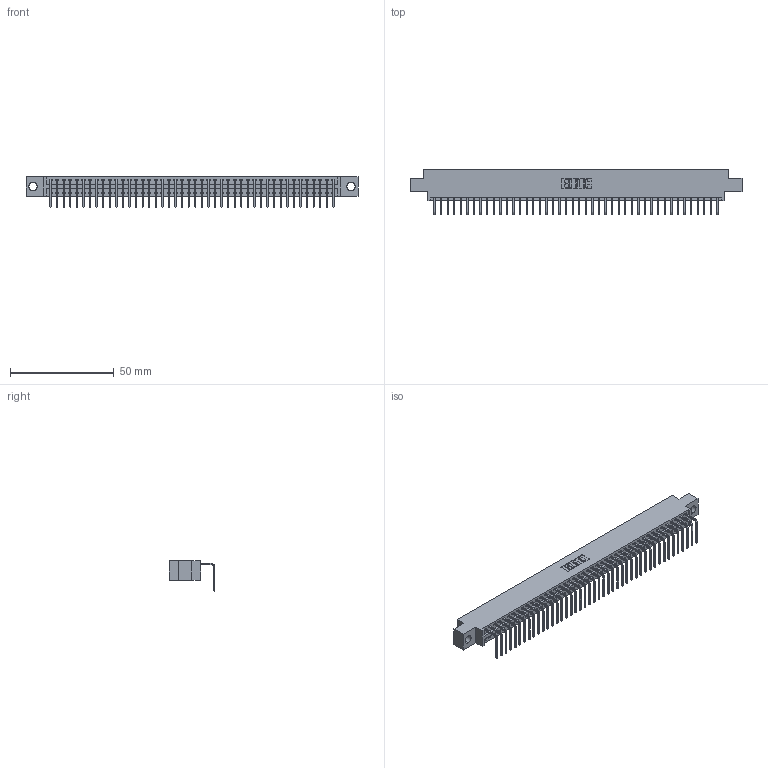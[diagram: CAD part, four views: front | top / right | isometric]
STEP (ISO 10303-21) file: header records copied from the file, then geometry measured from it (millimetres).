
FILE_DESCRIPTION (( 'STEP AP203' ), '1' );
FILE_NAME ('396-044-558-604.STEP', '2019-11-01T08:08:18', ( '' ), ( '' ), 'SwSTEP 2.0', 'SolidWorks 2016', '' );
FILE_SCHEMA (( 'CONFIG_CONTROL_DESIGN' ));
Length unit declared in the file: inch
Products named in the file (3): 345-292-001_558 Tail - 2; 396-044-558-604; 346 Part_0.170 Offset - 0.156 Dia-TH
Assembly tree (45 placements, depth 2):
  396-044-558-604
    346 Part_0.170 Offset - 0.156 Dia-TH
    345-292-001_558 Tail - 2  x44
Bounding box: 160.27 x 22.16 x 14.73 mm (x, y, z)
Volume: 15259.7 mm3; surface area: 19934.1 mm2
Topology: 45 solids, 45 shells, 2766 faces, 8349 edges, 5506 vertices
Faces by surface type: plane 1928, cylinder 838
Entity records: 27257 total; most frequent: CARTESIAN_POINT 4680, ORIENTED_EDGE 4658, DIRECTION 4125, EDGE_CURVE 2329, VECTOR 2021, LINE 2021, VERTEX_POINT 1550, AXIS2_PLACEMENT_3D 1052
